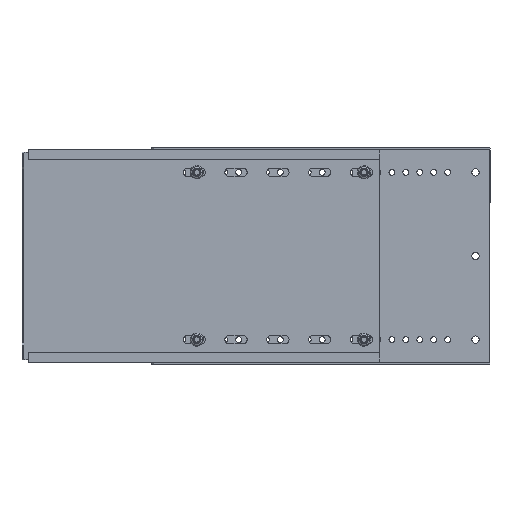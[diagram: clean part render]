
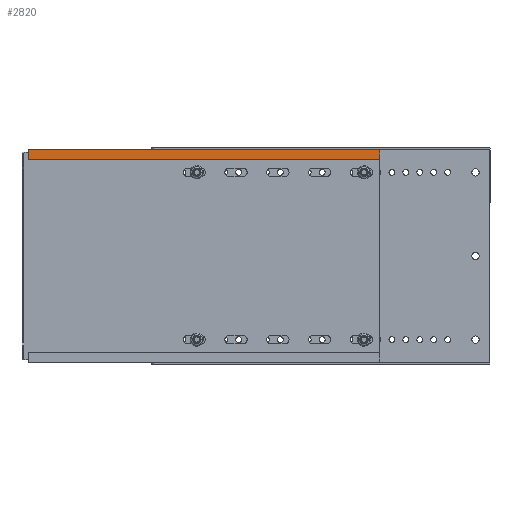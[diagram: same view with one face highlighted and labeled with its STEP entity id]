
A CAD part, front view. The second image highlights one B-rep face of the part: STEP entity #2820.
In plain terms, the highlighted planar face has unit normal (0, -1, 0).
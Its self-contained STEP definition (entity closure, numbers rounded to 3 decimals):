
#1 = FACE_OUTER_BOUND ( 'NONE', #9725, .T. ) ;
#202 = VECTOR ( 'NONE', #1520, 1000. ) ;
#387 = DIRECTION ( 'NONE',  ( -1., 0., 0. ) ) ;
#483 = LINE ( 'NONE', #6646, #8111 ) ;
#552 = DIRECTION ( 'NONE',  ( 0., 0., -1. ) ) ;
#670 = PLANE ( 'NONE',  #6401 ) ;
#1520 = DIRECTION ( 'NONE',  ( 0., 0., 1. ) ) ;
#2419 = VECTOR ( 'NONE', #552, 1000. ) ;
#2732 = VERTEX_POINT ( 'NONE', #8870 ) ;
#2820 = ADVANCED_FACE ( 'NONE', ( #1 ), #670, .T. ) ;
#2878 = LINE ( 'NONE', #9114, #3640 ) ;
#3092 = CARTESIAN_POINT ( 'NONE',  ( -256.25, -1.6, 90.2 ) ) ;
#3292 = CARTESIAN_POINT ( 'NONE',  ( -98.75, -1.6, 86.7 ) ) ;
#3640 = VECTOR ( 'NONE', #5992, 1000. ) ;
#3790 = EDGE_CURVE ( 'NONE', #3831, #2732, #2878, .T. ) ;
#3831 = VERTEX_POINT ( 'NONE', #9456 ) ;
#4310 = LINE ( 'NONE', #5129, #2419 ) ;
#5129 = CARTESIAN_POINT ( 'NONE',  ( -98.75, -1.6, 90.2 ) ) ;
#5419 = LINE ( 'NONE', #9198, #202 ) ;
#5707 = ORIENTED_EDGE ( 'NONE', *, *, #3790, .F. ) ;
#5992 = DIRECTION ( 'NONE',  ( 1., 0., 0. ) ) ;
#6150 = DIRECTION ( 'NONE',  ( 0., 0., -1. ) ) ;
#6297 = ORIENTED_EDGE ( 'NONE', *, *, #8947, .F. ) ;
#6401 = AXIS2_PLACEMENT_3D ( 'NONE', #3092, #7035, #6150 ) ;
#6646 = CARTESIAN_POINT ( 'NONE',  ( -256.25, -1.6, 86.7 ) ) ;
#7035 = DIRECTION ( 'NONE',  ( 0., -1., 0. ) ) ;
#7121 = CARTESIAN_POINT ( 'NONE',  ( -413.75, -1.6, 86.7 ) ) ;
#7641 = ORIENTED_EDGE ( 'NONE', *, *, #9902, .F. ) ;
#7855 = VERTEX_POINT ( 'NONE', #3292 ) ;
#8111 = VECTOR ( 'NONE', #387, 1000. ) ;
#8647 = VERTEX_POINT ( 'NONE', #7121 ) ;
#8870 = CARTESIAN_POINT ( 'NONE',  ( -98.75, -1.6, 95.25 ) ) ;
#8947 = EDGE_CURVE ( 'NONE', #8647, #3831, #5419, .T. ) ;
#9114 = CARTESIAN_POINT ( 'NONE',  ( -422.845, -1.6, 95.25 ) ) ;
#9156 = EDGE_CURVE ( 'NONE', #7855, #8647, #483, .T. ) ;
#9198 = CARTESIAN_POINT ( 'NONE',  ( -413.75, -1.6, 90.2 ) ) ;
#9456 = CARTESIAN_POINT ( 'NONE',  ( -413.75, -1.6, 95.25 ) ) ;
#9725 = EDGE_LOOP ( 'NONE', ( #10044, #7641, #5707, #6297 ) ) ;
#9902 = EDGE_CURVE ( 'NONE', #2732, #7855, #4310, .T. ) ;
#10044 = ORIENTED_EDGE ( 'NONE', *, *, #9156, .F. ) ;
